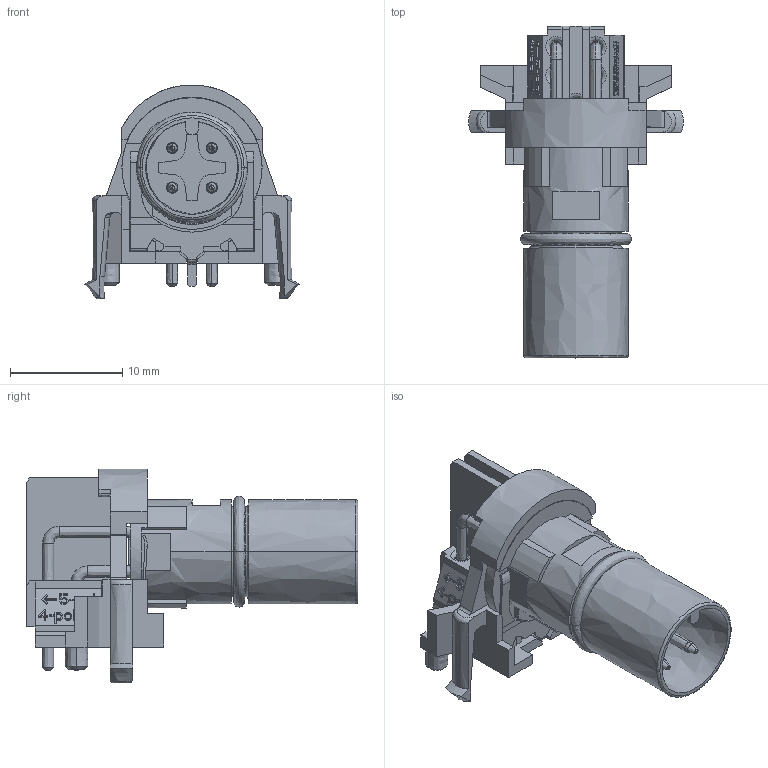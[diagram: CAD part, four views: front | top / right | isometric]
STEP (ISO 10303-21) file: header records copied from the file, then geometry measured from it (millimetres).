
FILE_DESCRIPTION(('FreeCAD Model'),'2;1');
FILE_NAME('_439887.step','2020-08-29T23:54:12',( 'kicad StepUp'),('ksu MCAD'),'Open CASCADE STEP processor 7.3', 'FreeCAD','Unknown');
FILE_SCHEMA(('AUTOMOTIVE_DESIGN { 1 0 10303 214 1 1 1 1 }'));
Length unit declared in the file: millimetre
Products named in the file (1): _439887
Bounding box: 19.2 x 29.6 x 19.08 mm (x, y, z)
Volume: 1804.2 mm3; surface area: 3089.7 mm2
Topology: 6 solids, 6 shells, 1155 faces, 3170 edges, 2031 vertices
Faces by surface type: bspline 1155
Entity records: 42094 total; most frequent: CARTESIAN_POINT 16457, ORIENTED_EDGE 6328, DIRECTION 3469, EDGE_CURVE 3164, LINE 2401, VECTOR 2401, VERTEX_POINT 2031, FACE_BOUND 1224
